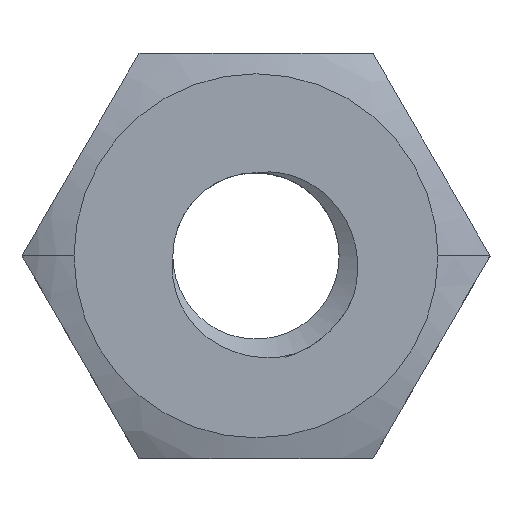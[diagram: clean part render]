
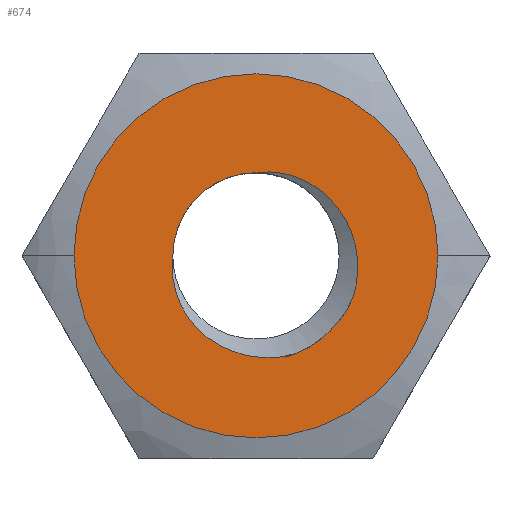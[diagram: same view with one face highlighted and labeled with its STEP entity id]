
A CAD part, top view. The second image highlights one B-rep face of the part: STEP entity #674.
In plain terms, the highlighted planar face has unit normal (0, 0, 1).
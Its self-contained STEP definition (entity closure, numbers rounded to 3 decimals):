
#12 = CARTESIAN_POINT ( 'NONE',  ( 0.63, -0.842, 1.7 ) ) ;
#41 = CARTESIAN_POINT ( 'NONE',  ( 0.381, -0.942, 1.7 ) ) ;
#49 = CARTESIAN_POINT ( 'NONE',  ( 0., 0., 1.7 ) ) ;
#51 = PLANE ( 'NONE',  #105 ) ;
#55 = DIRECTION ( 'NONE',  ( 1., 0., 0. ) ) ;
#83 = CARTESIAN_POINT ( 'NONE',  ( 0.833, -0.642, 1.7 ) ) ;
#94 = CARTESIAN_POINT ( 'NONE',  ( 0.237, -0.984, 1.7 ) ) ;
#96 = CARTESIAN_POINT ( 'NONE',  ( 0.381, -0.942, 1.7 ) ) ;
#99 = CARTESIAN_POINT ( 'NONE',  ( -0.207, -0.937, 1.7 ) ) ;
#100 = CARTESIAN_POINT ( 'NONE',  ( -0.347, -0.876, 1.7 ) ) ;
#101 = CARTESIAN_POINT ( 'NONE',  ( -0.586, -0.696, 1.7 ) ) ;
#103 = CARTESIAN_POINT ( 'NONE',  ( -0.681, -0.575, 1.7 ) ) ;
#105 = AXIS2_PLACEMENT_3D ( 'NONE', #49, #982, #55 ) ;
#179 = EDGE_CURVE ( 'NONE', #1127, #1101, #1178, .T. ) ;
#198 = B_SPLINE_CURVE_WITH_KNOTS ( 'NONE', 3,
 ( #1100, #83, #12, #41 ),
 .UNSPECIFIED., .F., .F.,
 ( 4, 4 ),
 ( 0., 0.001 ),
 .UNSPECIFIED. ) ;
#286 = CARTESIAN_POINT ( 'NONE',  ( 0., 0.8, 1.7 ) ) ;
#289 = CARTESIAN_POINT ( 'NONE',  ( 0.15, 0.822, 1.7 ) ) ;
#292 = CARTESIAN_POINT ( 'NONE',  ( 0., 0., 1.7 ) ) ;
#293 = DIRECTION ( 'NONE',  ( 0., 0., -1. ) ) ;
#295 = DIRECTION ( 'NONE',  ( -1., 0., 0. ) ) ;
#297 = CARTESIAN_POINT ( 'NONE',  ( 0.303, 0.799, 1.7 ) ) ;
#299 = CARTESIAN_POINT ( 'NONE',  ( 0.577, 0.677, 1.7 ) ) ;
#302 = CARTESIAN_POINT ( 'NONE',  ( 0.699, 0.58, 1.7 ) ) ;
#304 = CARTESIAN_POINT ( 'NONE',  ( 0.881, 0.342, 1.7 ) ) ;
#306 = CARTESIAN_POINT ( 'NONE',  ( 0.942, 0.2, 1.7 ) ) ;
#308 = CARTESIAN_POINT ( 'NONE',  ( 0.99, -0.096, 1.7 ) ) ;
#324 = CARTESIAN_POINT ( 'NONE',  ( 0., 0., 1.7 ) ) ;
#325 = DIRECTION ( 'NONE',  ( 0., 0., -1. ) ) ;
#326 = DIRECTION ( 'NONE',  ( -1., 0., 0. ) ) ;
#331 = CARTESIAN_POINT ( 'NONE',  ( 0.98, -0.249, 1.7 ) ) ;
#333 = CARTESIAN_POINT ( 'NONE',  ( 0.937, -0.394, 1.7 ) ) ;
#339 = AXIS2_PLACEMENT_3D ( 'NONE', #292, #293, #295 ) ;
#411 = EDGE_CURVE ( 'NONE', #1168, #826, #795, .T. ) ;
#421 = EDGE_CURVE ( 'NONE', #1407, #843, #741, .T. ) ;
#434 = EDGE_CURVE ( 'NONE', #826, #1168, #798, .T. ) ;
#441 = CARTESIAN_POINT ( 'NONE',  ( 0.084, -0.991, 1.7 ) ) ;
#460 = CARTESIAN_POINT ( 'NONE',  ( 1.752, 0., 1.7 ) ) ;
#554 = CARTESIAN_POINT ( 'NONE',  ( -0.8, 0., 1.7 ) ) ;
#558 = CARTESIAN_POINT ( 'NONE',  ( -0.819, -0.149, 1.7 ) ) ;
#588 = ORIENTED_EDGE ( 'NONE', *, *, #179, .T. ) ;
#593 = CIRCLE ( 'NONE', #1375, 0.8 ) ;
#674 = ADVANCED_FACE ( 'NONE', ( #720, #728 ), #51, .T. ) ;
#684 = EDGE_CURVE ( 'NONE', #843, #1127, #198, .T. ) ;
#720 = FACE_BOUND ( 'NONE', #1015, .T. ) ;
#728 = FACE_OUTER_BOUND ( 'NONE', #1186, .T. ) ;
#741 = B_SPLINE_CURVE_WITH_KNOTS ( 'NONE', 3,
 ( #286, #289, #297, #299, #302, #304, #306, #308, #331, #333 ),
 .UNSPECIFIED., .F., .F.,
 ( 4, 2, 2, 2, 4 ),
 ( 0., 0., 0.001, 0.001, 0.002 ),
 .UNSPECIFIED. ) ;
#780 = AXIS2_PLACEMENT_3D ( 'NONE', #324, #325, #326 ) ;
#795 = CIRCLE ( 'NONE', #339, 1.752 ) ;
#798 = CIRCLE ( 'NONE', #780, 1.752 ) ;
#823 = ORIENTED_EDGE ( 'NONE', *, *, #1308, .F. ) ;
#826 = VERTEX_POINT ( 'NONE', #460 ) ;
#843 = VERTEX_POINT ( 'NONE', #1503 ) ;
#952 = ORIENTED_EDGE ( 'NONE', *, *, #434, .F. ) ;
#961 = ORIENTED_EDGE ( 'NONE', *, *, #411, .F. ) ;
#982 = DIRECTION ( 'NONE',  ( 0., 0., 1. ) ) ;
#1006 = ORIENTED_EDGE ( 'NONE', *, *, #421, .T. ) ;
#1015 = EDGE_LOOP ( 'NONE', ( #1348, #588, #823, #1006 ) ) ;
#1054 = CARTESIAN_POINT ( 'NONE',  ( -0.797, -0.301, 1.7 ) ) ;
#1100 = CARTESIAN_POINT ( 'NONE',  ( 0.937, -0.394, 1.7 ) ) ;
#1101 = VERTEX_POINT ( 'NONE', #1364 ) ;
#1127 = VERTEX_POINT ( 'NONE', #1369 ) ;
#1168 = VERTEX_POINT ( 'NONE', #1354 ) ;
#1178 = B_SPLINE_CURVE_WITH_KNOTS ( 'NONE', 3,
 ( #96, #94, #441, #99, #100, #101, #103, #1054, #558, #554 ),
 .UNSPECIFIED., .F., .F.,
 ( 4, 2, 2, 2, 4 ),
 ( 0., 0., 0.001, 0.001, 0.002 ),
 .UNSPECIFIED. ) ;
#1186 = EDGE_LOOP ( 'NONE', ( #961, #952 ) ) ;
#1249 = CARTESIAN_POINT ( 'NONE',  ( 0., 0.8, 1.7 ) ) ;
#1281 = DIRECTION ( 'NONE',  ( 1., 0., 0. ) ) ;
#1288 = DIRECTION ( 'NONE',  ( 0., 0., 1. ) ) ;
#1290 = CARTESIAN_POINT ( 'NONE',  ( 0., 0., 1.7 ) ) ;
#1308 = EDGE_CURVE ( 'NONE', #1407, #1101, #593, .T. ) ;
#1348 = ORIENTED_EDGE ( 'NONE', *, *, #684, .T. ) ;
#1354 = CARTESIAN_POINT ( 'NONE',  ( -1.752, 0., 1.7 ) ) ;
#1364 = CARTESIAN_POINT ( 'NONE',  ( -0.8, 0., 1.7 ) ) ;
#1369 = CARTESIAN_POINT ( 'NONE',  ( 0.381, -0.942, 1.7 ) ) ;
#1375 = AXIS2_PLACEMENT_3D ( 'NONE', #1290, #1288, #1281 ) ;
#1407 = VERTEX_POINT ( 'NONE', #1249 ) ;
#1503 = CARTESIAN_POINT ( 'NONE',  ( 0.937, -0.394, 1.7 ) ) ;
